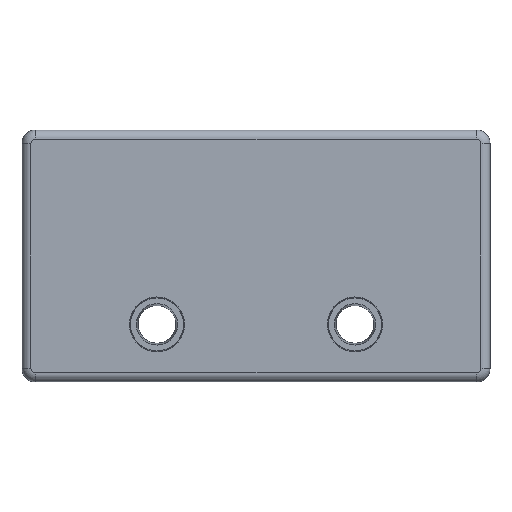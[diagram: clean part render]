
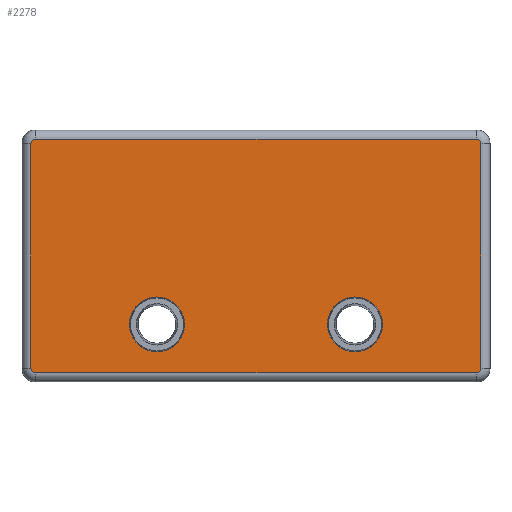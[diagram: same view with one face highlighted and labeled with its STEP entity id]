
A CAD part, front view. The second image highlights one B-rep face of the part: STEP entity #2278.
In plain terms, the highlighted face is planar.
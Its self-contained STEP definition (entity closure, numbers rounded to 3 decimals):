
#35 = LINE ( 'NONE', #2980, #3504 ) ;
#97 = ORIENTED_EDGE ( 'NONE', *, *, #1218, .F. ) ;
#127 = AXIS2_PLACEMENT_3D ( 'NONE', #2705, #1052, #2971 ) ;
#174 = CARTESIAN_POINT ( 'NONE',  ( 37., 1.5, -18.55 ) ) ;
#199 = CARTESIAN_POINT ( 'NONE',  ( 1.5, 1.5, -1. ) ) ;
#220 = CARTESIAN_POINT ( 'NONE',  ( 50.5, 1.5, -27. ) ) ;
#246 = ORIENTED_EDGE ( 'NONE', *, *, #1465, .T. ) ;
#261 = DIRECTION ( 'NONE',  ( 0., 0., -1. ) ) ;
#322 = EDGE_CURVE ( 'NONE', #3402, #1600, #1394, .T. ) ;
#365 = DIRECTION ( 'NONE',  ( 1., 0., 0. ) ) ;
#369 = CARTESIAN_POINT ( 'NONE',  ( 15., 1.5, -21.6 ) ) ;
#433 = VERTEX_POINT ( 'NONE', #1212 ) ;
#485 = ORIENTED_EDGE ( 'NONE', *, *, #1523, .F. ) ;
#499 = DIRECTION ( 'NONE',  ( 0., 0., 1. ) ) ;
#637 = VERTEX_POINT ( 'NONE', #1680 ) ;
#666 = DIRECTION ( 'NONE',  ( 0., 0., 1. ) ) ;
#745 = ORIENTED_EDGE ( 'NONE', *, *, #3420, .T. ) ;
#805 = DIRECTION ( 'NONE',  ( -1., 0., 0. ) ) ;
#809 = CIRCLE ( 'NONE', #1520, 0.5 ) ;
#890 = ORIENTED_EDGE ( 'NONE', *, *, #322, .F. ) ;
#922 = DIRECTION ( 'NONE',  ( 0., 1., 0. ) ) ;
#924 = VERTEX_POINT ( 'NONE', #1713 ) ;
#931 = EDGE_LOOP ( 'NONE', ( #2529, #2590, #2125, #1300, #745, #246, #2710, #988 ) ) ;
#944 = CIRCLE ( 'NONE', #2920, 3.05 ) ;
#988 = ORIENTED_EDGE ( 'NONE', *, *, #3562, .T. ) ;
#1023 = EDGE_CURVE ( 'NONE', #3437, #1721, #3314, .T. ) ;
#1028 = CARTESIAN_POINT ( 'NONE',  ( 1.5, 1.5, -26.5 ) ) ;
#1052 = DIRECTION ( 'NONE',  ( 0., 1., 0. ) ) ;
#1107 = ORIENTED_EDGE ( 'NONE', *, *, #2752, .F. ) ;
#1155 = EDGE_CURVE ( 'NONE', #2819, #637, #1682, .T. ) ;
#1160 = CIRCLE ( 'NONE', #2626, 0.5 ) ;
#1164 = VERTEX_POINT ( 'NONE', #220 ) ;
#1210 = CARTESIAN_POINT ( 'NONE',  ( 37., 1.5, -24.65 ) ) ;
#1212 = CARTESIAN_POINT ( 'NONE',  ( 1., 1.5, -1.5 ) ) ;
#1218 = EDGE_CURVE ( 'NONE', #1600, #3402, #1720, .T. ) ;
#1299 = PLANE ( 'NONE',  #1828 ) ;
#1300 = ORIENTED_EDGE ( 'NONE', *, *, #2035, .T. ) ;
#1301 = VECTOR ( 'NONE', #499, 1000. ) ;
#1338 = DIRECTION ( 'NONE',  ( 0., 1., 0. ) ) ;
#1358 = DIRECTION ( 'NONE',  ( 0., 1., 0. ) ) ;
#1394 = CIRCLE ( 'NONE', #2910, 3.05 ) ;
#1448 = CARTESIAN_POINT ( 'NONE',  ( 50.5, 1.5, -1. ) ) ;
#1465 = EDGE_CURVE ( 'NONE', #433, #3437, #3350, .T. ) ;
#1520 = AXIS2_PLACEMENT_3D ( 'NONE', #1655, #3559, #1933 ) ;
#1523 = EDGE_CURVE ( 'NONE', #2499, #2336, #944, .T. ) ;
#1536 = DIRECTION ( 'NONE',  ( 0., 1., 0. ) ) ;
#1552 = CARTESIAN_POINT ( 'NONE',  ( 1.5, 1.5, -27. ) ) ;
#1566 = DIRECTION ( 'NONE',  ( 0., 1., 0. ) ) ;
#1600 = VERTEX_POINT ( 'NONE', #1210 ) ;
#1603 = CARTESIAN_POINT ( 'NONE',  ( 51., 1.5, -26.5 ) ) ;
#1655 = CARTESIAN_POINT ( 'NONE',  ( 50.5, 1.5, -1.5 ) ) ;
#1680 = CARTESIAN_POINT ( 'NONE',  ( 51., 1.5, -26.5 ) ) ;
#1682 = LINE ( 'NONE', #1603, #3122 ) ;
#1713 = CARTESIAN_POINT ( 'NONE',  ( 1., 1.5, -26.5 ) ) ;
#1720 = CIRCLE ( 'NONE', #3412, 3.05 ) ;
#1721 = VERTEX_POINT ( 'NONE', #2075 ) ;
#1814 = AXIS2_PLACEMENT_3D ( 'NONE', #3002, #1358, #3277 ) ;
#1828 = AXIS2_PLACEMENT_3D ( 'NONE', #1028, #1566, #3218 ) ;
#1856 = CARTESIAN_POINT ( 'NONE',  ( 15., 1.5, -18.55 ) ) ;
#1917 = AXIS2_PLACEMENT_3D ( 'NONE', #2557, #922, #2842 ) ;
#1924 = DIRECTION ( 'NONE',  ( 0., 1., 0. ) ) ;
#1933 = DIRECTION ( 'NONE',  ( 0., 0., 1. ) ) ;
#1955 = EDGE_CURVE ( 'NONE', #1164, #3393, #35, .T. ) ;
#2017 = EDGE_LOOP ( 'NONE', ( #1107, #485 ) ) ;
#2035 = EDGE_CURVE ( 'NONE', #3393, #924, #2916, .T. ) ;
#2075 = CARTESIAN_POINT ( 'NONE',  ( 50.5, 1.5, -1. ) ) ;
#2098 = FACE_OUTER_BOUND ( 'NONE', #931, .T. ) ;
#2125 = ORIENTED_EDGE ( 'NONE', *, *, #1955, .T. ) ;
#2143 = CARTESIAN_POINT ( 'NONE',  ( 1., 1.5, -1.5 ) ) ;
#2145 = EDGE_CURVE ( 'NONE', #637, #1164, #1160, .T. ) ;
#2278 = ADVANCED_FACE ( 'NONE', ( #2098, #3459, #2911 ), #1299, .T. ) ;
#2291 = DIRECTION ( 'NONE',  ( 0., 1., 0. ) ) ;
#2336 = VERTEX_POINT ( 'NONE', #2553 ) ;
#2499 = VERTEX_POINT ( 'NONE', #1856 ) ;
#2529 = ORIENTED_EDGE ( 'NONE', *, *, #1155, .T. ) ;
#2553 = CARTESIAN_POINT ( 'NONE',  ( 15., 1.5, -24.65 ) ) ;
#2557 = CARTESIAN_POINT ( 'NONE',  ( 1.5, 1.5, -26.5 ) ) ;
#2577 = VECTOR ( 'NONE', #365, 1000. ) ;
#2590 = ORIENTED_EDGE ( 'NONE', *, *, #2145, .T. ) ;
#2626 = AXIS2_PLACEMENT_3D ( 'NONE', #3173, #1536, #3445 ) ;
#2705 = CARTESIAN_POINT ( 'NONE',  ( 15., 1.5, -21.6 ) ) ;
#2710 = ORIENTED_EDGE ( 'NONE', *, *, #1023, .T. ) ;
#2719 = CARTESIAN_POINT ( 'NONE',  ( 51., 1.5, -1.5 ) ) ;
#2752 = EDGE_CURVE ( 'NONE', #2336, #2499, #3109, .T. ) ;
#2819 = VERTEX_POINT ( 'NONE', #2719 ) ;
#2842 = DIRECTION ( 'NONE',  ( 0., 0., 1. ) ) ;
#2910 = AXIS2_PLACEMENT_3D ( 'NONE', #2986, #1338, #3262 ) ;
#2911 = FACE_BOUND ( 'NONE', #3525, .T. ) ;
#2916 = CIRCLE ( 'NONE', #1917, 0.5 ) ;
#2920 = AXIS2_PLACEMENT_3D ( 'NONE', #369, #2291, #666 ) ;
#2971 = DIRECTION ( 'NONE',  ( 0., 0., 1. ) ) ;
#2980 = CARTESIAN_POINT ( 'NONE',  ( 1.5, 1.5, -27. ) ) ;
#2986 = CARTESIAN_POINT ( 'NONE',  ( 37., 1.5, -21.6 ) ) ;
#3002 = CARTESIAN_POINT ( 'NONE',  ( 1.5, 1.5, -1.5 ) ) ;
#3109 = CIRCLE ( 'NONE', #127, 3.05 ) ;
#3122 = VECTOR ( 'NONE', #3241, 1000. ) ;
#3173 = CARTESIAN_POINT ( 'NONE',  ( 50.5, 1.5, -26.5 ) ) ;
#3218 = DIRECTION ( 'NONE',  ( 0., 0., 1. ) ) ;
#3241 = DIRECTION ( 'NONE',  ( 0., 0., -1. ) ) ;
#3262 = DIRECTION ( 'NONE',  ( 0., 0., -1. ) ) ;
#3277 = DIRECTION ( 'NONE',  ( 0., 0., 1. ) ) ;
#3314 = LINE ( 'NONE', #1448, #2577 ) ;
#3350 = CIRCLE ( 'NONE', #1814, 0.5 ) ;
#3393 = VERTEX_POINT ( 'NONE', #1552 ) ;
#3402 = VERTEX_POINT ( 'NONE', #174 ) ;
#3407 = LINE ( 'NONE', #2143, #1301 ) ;
#3412 = AXIS2_PLACEMENT_3D ( 'NONE', #3547, #1924, #261 ) ;
#3420 = EDGE_CURVE ( 'NONE', #924, #433, #3407, .T. ) ;
#3437 = VERTEX_POINT ( 'NONE', #199 ) ;
#3445 = DIRECTION ( 'NONE',  ( 0., 0., 1. ) ) ;
#3459 = FACE_BOUND ( 'NONE', #2017, .T. ) ;
#3504 = VECTOR ( 'NONE', #805, 1000. ) ;
#3525 = EDGE_LOOP ( 'NONE', ( #97, #890 ) ) ;
#3547 = CARTESIAN_POINT ( 'NONE',  ( 37., 1.5, -21.6 ) ) ;
#3559 = DIRECTION ( 'NONE',  ( 0., 1., 0. ) ) ;
#3562 = EDGE_CURVE ( 'NONE', #1721, #2819, #809, .T. ) ;
